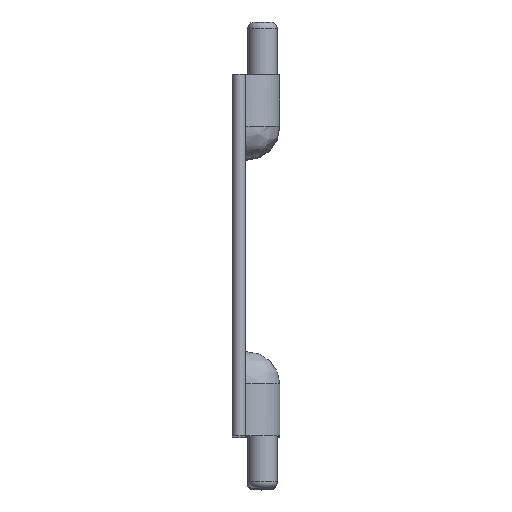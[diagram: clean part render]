
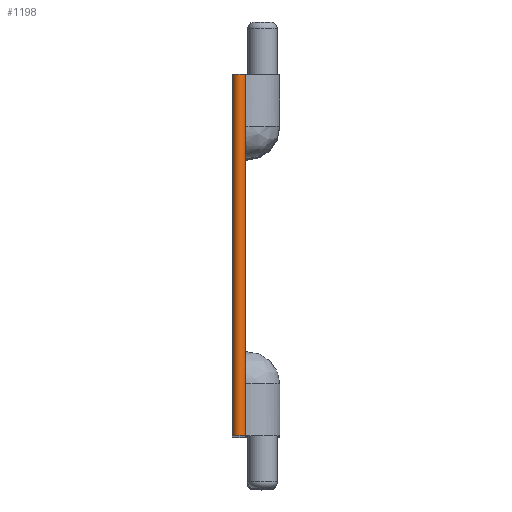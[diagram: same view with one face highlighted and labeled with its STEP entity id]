
A CAD part, top view. The second image highlights one B-rep face of the part: STEP entity #1198.
In plain terms, the highlighted cylindrical face has radius 1 mm (diameter 2 mm), a partial arc.
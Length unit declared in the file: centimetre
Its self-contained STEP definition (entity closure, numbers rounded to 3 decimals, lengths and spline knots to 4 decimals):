
#107=FACE_OUTER_BOUND($,#394,.T.);
#133=CYLINDRICAL_SURFACE($,#1349,0.1);
#164=LINE($,#1977,#234);
#178=LINE($,#2097,#248);
#234=VECTOR($,#1464,5.5);
#248=VECTOR($,#1508,5.5);
#394=EDGE_LOOP($,(#1101,#1102,#1103,#1104));
#400=CIRCLE($,#1208,0.1);
#432=CIRCLE($,#1252,0.1);
#489=VERTEX_POINT($,#1735);
#490=VERTEX_POINT($,#1737);
#531=VERTEX_POINT($,#1975);
#552=VERTEX_POINT($,#2087);
#609=EDGE_CURVE($,#490,#489,#400,.T.);
#664=EDGE_CURVE($,#489,#531,#164,.T.);
#688=EDGE_CURVE($,#531,#552,#432,.T.);
#693=EDGE_CURVE($,#552,#490,#178,.T.);
#1101=ORIENTED_EDGE($,*,*,#688,.T.);
#1102=ORIENTED_EDGE($,*,*,#693,.T.);
#1103=ORIENTED_EDGE($,*,*,#609,.T.);
#1104=ORIENTED_EDGE($,*,*,#664,.T.);
#1198=ADVANCED_FACE($,(#107),#133,.T.);
#1208=AXIS2_PLACEMENT_3D($,#1738,#1367,#1368);
#1252=AXIS2_PLACEMENT_3D($,#2089,#1496,#1497);
#1349=AXIS2_PLACEMENT_3D($,#2520,#1716,#1717);
#1367=DIRECTION('center_axis',(0.,1.,0.));
#1368=DIRECTION('ref_axis',(0.707,0.,0.707));
#1464=DIRECTION($,(0.,1.,0.));
#1496=DIRECTION('center_axis',(0.,-1.,0.));
#1497=DIRECTION('ref_axis',(0.707,0.,0.707));
#1508=DIRECTION($,(0.,-1.,0.));
#1716=DIRECTION('center_axis',(0.,1.,0.));
#1717=DIRECTION('ref_axis',(0.707,0.,0.707));
#1735=CARTESIAN_POINT('',(-12.9904,6.7447,15.6921));
#1737=CARTESIAN_POINT('',(-13.1904,6.7447,15.6921));
#1738=CARTESIAN_POINT('Origin',(-13.0904,6.7447,15.6921));
#1975=CARTESIAN_POINT('',(-12.9904,12.2447,15.6921));
#1977=CARTESIAN_POINT($,(-12.9904,9.4947,15.6921));
#2087=CARTESIAN_POINT('',(-13.1904,12.2447,15.6921));
#2089=CARTESIAN_POINT('Origin',(-13.0904,12.2447,15.6921));
#2097=CARTESIAN_POINT($,(-13.1904,9.4947,15.6921));
#2520=CARTESIAN_POINT('Origin',(-13.0904,9.4947,15.6921));
